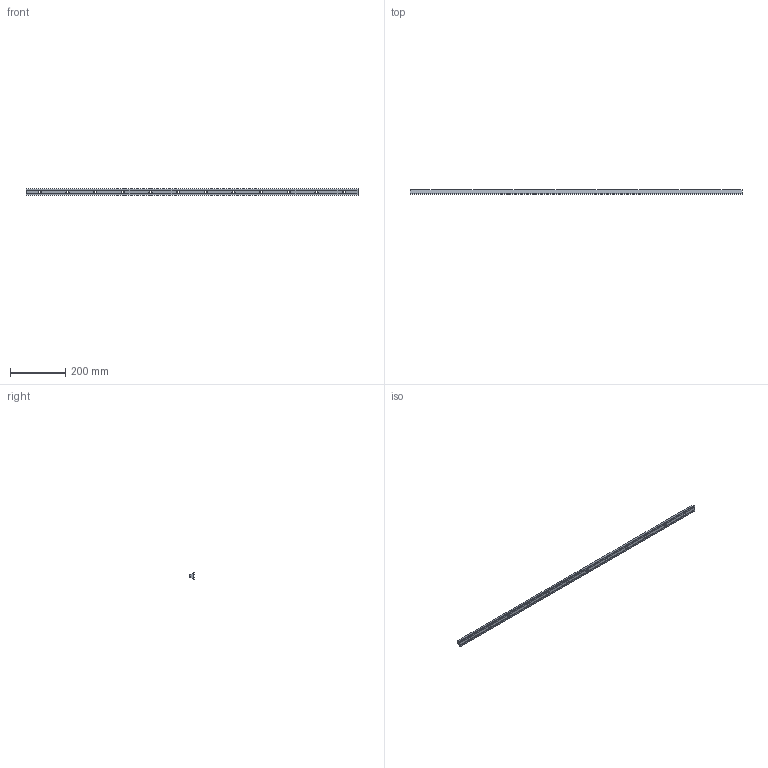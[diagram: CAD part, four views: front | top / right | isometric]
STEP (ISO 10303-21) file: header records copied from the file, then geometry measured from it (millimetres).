
FILE_DESCRIPTION( ( '' ), '1' );
FILE_NAME( 'wus_30_2_03.stp', '2008-04-10T04:42:07', ( '' ), ( '' ), ' ', ' ', ' ' );
FILE_SCHEMA( ( 'CONFIG_CONTROL_DESIGN' ) );
Length unit declared in the file: millimetre
Products named in the file (1): 1
Bounding box: 1200 x 16.04 x 23 mm (x, y, z)
Volume: 281059.4 mm3; surface area: 90968.9 mm2
Topology: 1 solids, 1 shells, 75 faces, 219 edges, 122 vertices
Faces by surface type: plane 51, cylinder 24
Entity records: 2525 total; most frequent: DIRECTION 467, ORIENTED_EDGE 438, CARTESIAN_POINT 417, EDGE_CURVE 219, AXIS2_PLACEMENT_3D 172, LINE 123, VECTOR 123, VERTEX_POINT 122
